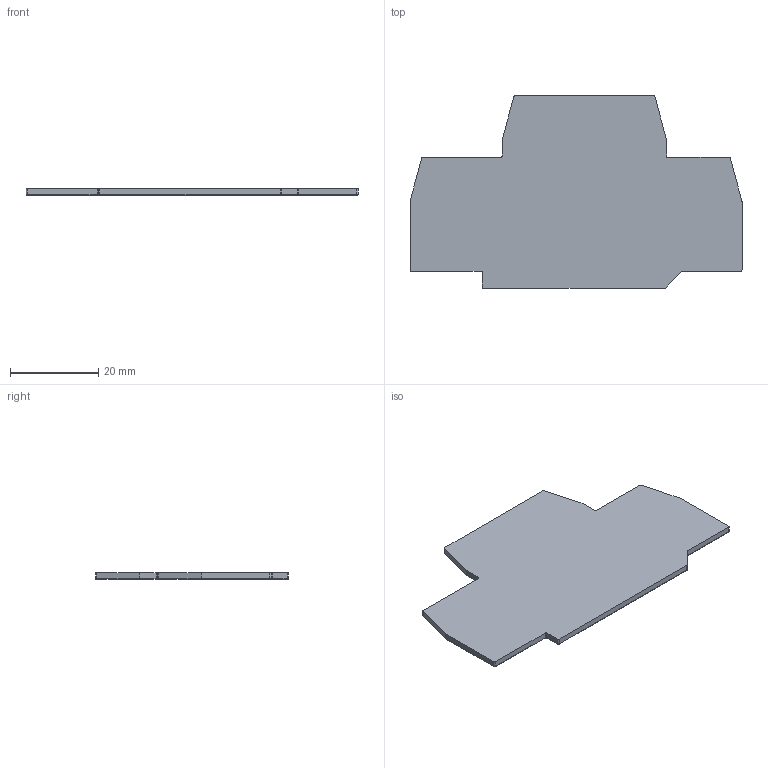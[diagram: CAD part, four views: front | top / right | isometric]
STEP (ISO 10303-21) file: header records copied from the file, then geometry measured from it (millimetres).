
FILE_DESCRIPTION(/* description */ (''),/* implementation_level */ '2;1');
FILE_NAME(/* name */ '3423_FAPD25_iso.stp',/* time_stamp */ '2011-08-01T14:21:07+02:00',/* author */ (''),/* organization */ (''),/* preprocessor_version */ 'ST-DEVELOPER v11',/* originating_system */ 'SIEMENS UGS NX 6.0',/* authorisation */ '');
FILE_SCHEMA (('CONFIG_CONTROL_DESIGN'));
Length unit declared in the file: millimetre
Products named in the file (1): 3423_FAPD25_iso
Bounding box: 75.2 x 43.7 x 1.5 mm (x, y, z)
Volume: 3862.2 mm3; surface area: 5470.6 mm2
Topology: 1 solids, 1 shells, 66 faces, 160 edges, 96 vertices
Faces by surface type: cylinder 32, plane 18, bspline 12, torus 4
Entity records: 2146 total; most frequent: CARTESIAN_POINT 503, DIRECTION 350, ORIENTED_EDGE 320, EDGE_CURVE 160, AXIS2_PLACEMENT_3D 135, VERTEX_POINT 96, LINE 80, VECTOR 80
